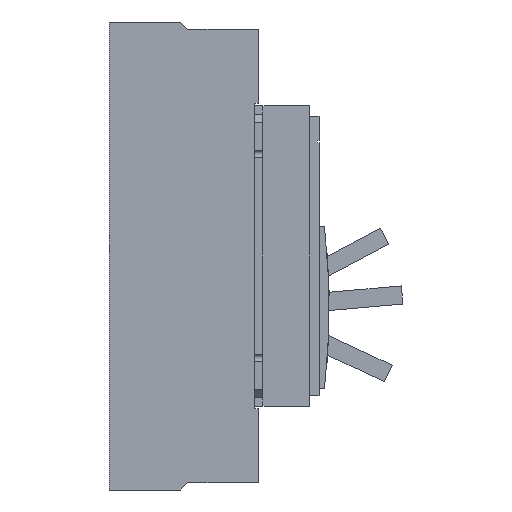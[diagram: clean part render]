
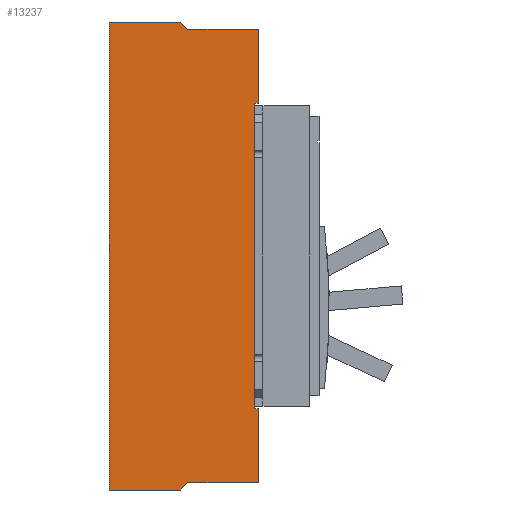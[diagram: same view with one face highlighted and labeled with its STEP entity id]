
A CAD part, left-side view. The second image highlights one B-rep face of the part: STEP entity #13237.
In plain terms, the highlighted planar face has unit normal (-1, 0, 0).
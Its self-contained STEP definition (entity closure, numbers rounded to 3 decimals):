
#11842=CARTESIAN_POINT('POINT721',(-105.029,-101.679,
   -106.486));
#11843=VERTEX_POINT('VERTEX721',#11842);
#11846=CARTESIAN_POINT('POINT722',(-105.029,-104.219,
   -106.486));
#11847=VERTEX_POINT('VERTEX722',#11846);
#11848=CARTESIAN_POINT('POS1003',(-105.029,-77.529,
   -106.486));
#11849=DIRECTION('DIR1390',(0.,1.,0.));
#11850=VECTOR('VEC616',#11849,25.4);
#11851=LINE('STRAIGHT616',#11848,#11850);
#11852=EDGE_CURVE('EDGE1066',#11847,#11843,#11851,.T.);
#11869=CARTESIAN_POINT('POINT723',(-105.029,-50.,163.322)
   );
#11870=VERTEX_POINT('VERTEX723',#11869);
#11873=CARTESIAN_POINT('POINT724',(-105.029,-55.,158.322)
   );
#11874=VERTEX_POINT('VERTEX724',#11873);
#11875=CARTESIAN_POINT('POS1006',(-105.029,-91.358,
   121.964));
#11876=DIRECTION('DIR1394',(0.,0.707,
   0.707));
#11877=VECTOR('VEC618',#11876,25.4);
#11878=LINE('STRAIGHT618',#11875,#11877);
#11879=EDGE_CURVE('EDGE1069',#11874,#11870,#11878,.T.);
#11902=CARTESIAN_POINT('POINT725',(-105.029,-104.219,
   158.322));
#11903=VERTEX_POINT('VERTEX725',#11902);
#11910=CARTESIAN_POINT('POINT726',(-105.029,-104.219,
   106.486));
#11911=VERTEX_POINT('VERTEX726',#11910);
#11912=CARTESIAN_POINT('POS1010',(-105.029,-104.219,0.
   ));
#11913=DIRECTION('DIR1399',(0.,0.,-1.));
#11914=VECTOR('VEC621',#11913,25.4);
#11915=LINE('STRAIGHT621',#11912,#11914);
#11916=EDGE_CURVE('EDGE1072',#11903,#11911,#11915,.T.);
#11934=CARTESIAN_POINT('POINT727',(-105.029,-101.679,
   106.486));
#11935=VERTEX_POINT('VERTEX727',#11934);
#11936=CARTESIAN_POINT('POS1013',(-105.029,-77.529,
   106.486));
#11937=DIRECTION('DIR1403',(0.,-1.,0.));
#11938=VECTOR('VEC623',#11937,25.4);
#11939=LINE('STRAIGHT623',#11936,#11938);
#11940=EDGE_CURVE('EDGE1074',#11935,#11911,#11939,.T.);
#12672=CARTESIAN_POINT('POS1090',(-105.029,-53.555,
   158.322));
#12673=DIRECTION('DIR1507',(0.,1.,0.));
#12674=VECTOR('VEC673',#12673,25.4);
#12675=LINE('STRAIGHT673',#12672,#12674);
#12676=EDGE_CURVE('EDGE1139',#11903,#11874,#12675,.T.);
#12723=CARTESIAN_POINT('POINT769',(-105.029,0.,163.322))
   ;
#12724=VERTEX_POINT('VERTEX769',#12723);
#12731=CARTESIAN_POINT('POS1096',(-105.029,-52.109,
   163.322));
#12732=DIRECTION('DIR1514',(0.,-1.,0.));
#12733=VECTOR('VEC678',#12732,25.4);
#12734=LINE('STRAIGHT678',#12731,#12733);
#12735=EDGE_CURVE('EDGE1144',#12724,#11870,#12734,.T.);
#12796=CARTESIAN_POINT('POS1098',(-105.029,-101.679,0.
   ));
#12797=DIRECTION('DIR1517',(0.,0.,1.));
#12798=VECTOR('VEC679',#12797,25.4);
#12799=LINE('STRAIGHT679',#12796,#12798);
#12800=EDGE_CURVE('EDGE1145',#11843,#11935,#12799,.T.);
#13029=CARTESIAN_POINT('POINT782',(-105.029,-104.219,
   -158.322));
#13030=VERTEX_POINT('VERTEX782',#13029);
#13031=EDGE_CURVE('EDGE1164',#11847,#13030,#11915,.T.);
#13176=CARTESIAN_POINT('POINT790',(-105.029,0.,-163.322)
   );
#13177=VERTEX_POINT('VERTEX790',#13176);
#13184=CARTESIAN_POINT('POS1129',(-105.029,0.,0.));
#13185=DIRECTION('DIR1557',(0.,0.,-1.));
#13186=VECTOR('VEC701',#13185,25.4);
#13187=LINE('STRAIGHT701',#13184,#13186);
#13188=EDGE_CURVE('EDGE1180',#12724,#13177,#13187,.T.);
#13199=ORIENTED_EDGE('COEDGE2291',*,*,#11940,.T.);
#13200=ORIENTED_EDGE('COEDGE2292',*,*,#11916,.F.);
#13201=ORIENTED_EDGE('COEDGE2293',*,*,#12676,.T.);
#13202=ORIENTED_EDGE('COEDGE2294',*,*,#11879,.T.);
#13203=ORIENTED_EDGE('COEDGE2295',*,*,#12735,.F.);
#13204=ORIENTED_EDGE('COEDGE2296',*,*,#13188,.T.);
#13205=CARTESIAN_POINT('POINT791',(-105.029,-50.,-163.322
   ));
#13206=VERTEX_POINT('VERTEX791',#13205);
#13207=CARTESIAN_POINT('POS1131',(-105.029,-52.109,
   -163.322));
#13208=DIRECTION('DIR1560',(0.,1.,0.));
#13209=VECTOR('VEC702',#13208,25.4);
#13210=LINE('STRAIGHT702',#13207,#13209);
#13211=EDGE_CURVE('EDGE1181',#13206,#13177,#13210,.T.);
#13212=ORIENTED_EDGE('COEDGE2297',*,*,#13211,.F.);
#13213=CARTESIAN_POINT('POINT792',(-105.029,-55.,-158.322
   ));
#13214=VERTEX_POINT('VERTEX792',#13213);
#13215=CARTESIAN_POINT('POS1132',(-105.029,-91.358,
   -121.964));
#13216=DIRECTION('DIR1561',(0.,-0.707,
   0.707));
#13217=VECTOR('VEC703',#13216,25.4);
#13218=LINE('STRAIGHT703',#13215,#13217);
#13219=EDGE_CURVE('EDGE1182',#13206,#13214,#13218,.T.);
#13220=ORIENTED_EDGE('COEDGE2298',*,*,#13219,.T.);
#13221=CARTESIAN_POINT('POS1133',(-105.029,-53.555,
   -158.322));
#13222=DIRECTION('DIR1562',(0.,-1.,0.));
#13223=VECTOR('VEC704',#13222,25.4);
#13224=LINE('STRAIGHT704',#13221,#13223);
#13225=EDGE_CURVE('EDGE1183',#13214,#13030,#13224,.T.);
#13226=ORIENTED_EDGE('COEDGE2299',*,*,#13225,.T.);
#13227=ORIENTED_EDGE('COEDGE2300',*,*,#13031,.F.);
#13228=ORIENTED_EDGE('COEDGE2301',*,*,#11852,.T.);
#13229=ORIENTED_EDGE('COEDGE2302',*,*,#12800,.T.);
#13230=EDGE_LOOP('NONE',(#13199,#13200,#13201,#13202,#13203,#13204,
   #13212,#13220,#13226,#13227,#13228,#13229));
#13231=FACE_BOUND('LOOP1',#13230,.T.);
#13232=CARTESIAN_POINT('POS1134',(-105.029,-52.109,0.)
   );
#13233=DIRECTION('DIR1563',(1.,0.,0.));
#13234=DIRECTION('DIR1564',(0.,1.,0.));
#13235=AXIS2_PLACEMENT_3D('AXIS430',#13232,#13233,#13234);
#13236=PLANE('PLANE187',#13235);
#13237=ADVANCED_FACE('FACE392',(#13231),#13236,.F.);
